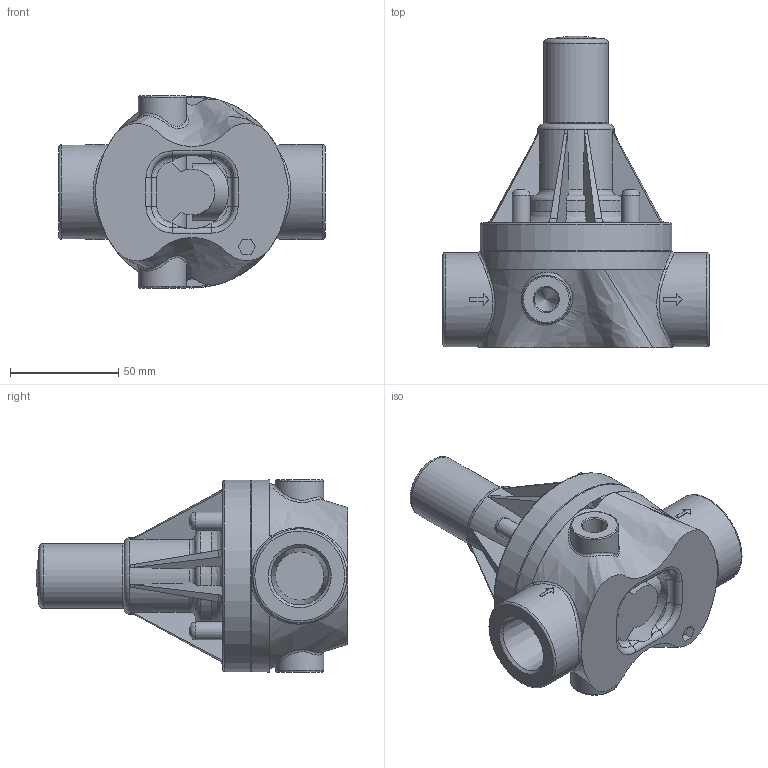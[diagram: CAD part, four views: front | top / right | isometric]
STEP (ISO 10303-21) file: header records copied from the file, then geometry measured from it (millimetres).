
FILE_DESCRIPTION((''),'2;1');
FILE_NAME('ECO-75A-PVC_R0.ipt.stp','2017-02-28T12:01:56',(''),(''),'Autodesk Inventor 2009','Autodesk Inventor 2009','');
FILE_SCHEMA(('AUTOMOTIVE_DESIGN { 1 0 10303 214 1 1 1 1 }'));
Length unit declared in the file: inch
Products named in the file (1): ECO-75A-PVC_R0
Bounding box: 123.19 x 144.15 x 88.9 mm (x, y, z)
Volume: 439498.4 mm3; surface area: 63116.3 mm2
Topology: 1 solids, 11 shells, 281 faces, 702 edges, 461 vertices
Faces by surface type: plane 100, bspline 81, cylinder 69, torus 22, cone 9
Full cylindrical faces by diameter (mm): 5.842 x1, 6.502 x1, 6.528 x1, 8.382 x4, 10.16 x1, 11.113 x2, 22.225 x2, 29.972 x1, 35.56 x1, 43.586 x2, 88.9 x1
Entity records: 15114 total; most frequent: CARTESIAN_POINT 8759, ORIENTED_EDGE 1304, DIRECTION 1134, EDGE_CURVE 652, AXIS2_PLACEMENT_3D 460, VERTEX_POINT 451, EDGE_LOOP 341, FACE_OUTER_BOUND 281
